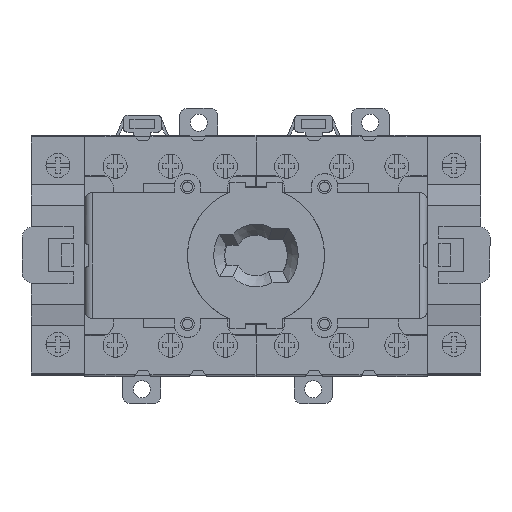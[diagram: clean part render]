
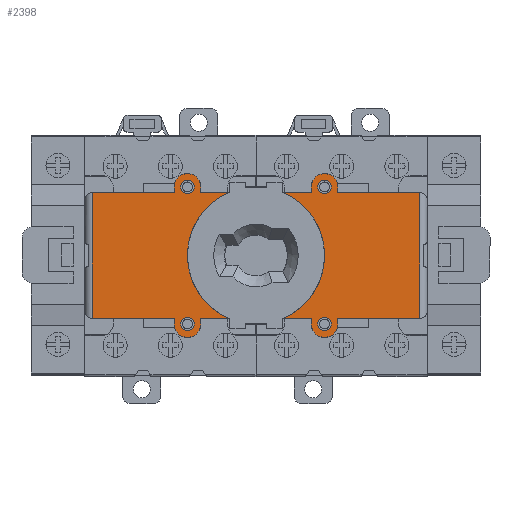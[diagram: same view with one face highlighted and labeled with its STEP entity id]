
A CAD part, top view. The second image highlights one B-rep face of the part: STEP entity #2398.
In plain terms, the highlighted planar face has unit normal (0, 0, 1).
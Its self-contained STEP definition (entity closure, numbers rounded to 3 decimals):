
#1905=CIRCLE('',#16388,1.8);
#1906=CIRCLE('',#16389,1.8);
#1907=CIRCLE('',#16390,3.5);
#1908=CIRCLE('',#16391,3.5);
#1909=CIRCLE('',#16392,3.5);
#1910=CIRCLE('',#16393,3.5);
#1911=CIRCLE('',#16394,8.5);
#1912=CIRCLE('',#16395,1.8);
#1913=CIRCLE('',#16396,1.8);
#2398=ADVANCED_FACE('',(#3679,#3680,#3681,#3682,#3683,#3684),#3191,.F.);
#3191=PLANE('',#16397);
#3679=FACE_BOUND('',#3987,.T.);
#3680=FACE_BOUND('',#3988,.T.);
#3681=FACE_BOUND('',#3989,.T.);
#3682=FACE_BOUND('',#3990,.T.);
#3683=FACE_BOUND('',#3991,.T.);
#3684=FACE_BOUND('',#3992,.T.);
#3987=EDGE_LOOP('',(#5639));
#3988=EDGE_LOOP('',(#5640));
#3989=EDGE_LOOP('',(#5641,#5642,#5643,#5644,#5645,#5646,#5647,#5648,#5649,
#5650,#5651,#5652,#5653,#5654,#5655,#5656,#5657,#5658,#5659,#5660));
#3990=EDGE_LOOP('',(#5661));
#3991=EDGE_LOOP('',(#5662));
#3992=EDGE_LOOP('',(#5663));
#5639=ORIENTED_EDGE('',*,*,#11079,.F.);
#5640=ORIENTED_EDGE('',*,*,#11080,.F.);
#5641=ORIENTED_EDGE('',*,*,#11081,.T.);
#5642=ORIENTED_EDGE('',*,*,#11082,.F.);
#5643=ORIENTED_EDGE('',*,*,#11083,.F.);
#5644=ORIENTED_EDGE('',*,*,#11084,.F.);
#5645=ORIENTED_EDGE('',*,*,#11085,.T.);
#5646=ORIENTED_EDGE('',*,*,#11086,.F.);
#5647=ORIENTED_EDGE('',*,*,#11087,.F.);
#5648=ORIENTED_EDGE('',*,*,#11088,.F.);
#5649=ORIENTED_EDGE('',*,*,#11089,.F.);
#5650=ORIENTED_EDGE('',*,*,#11090,.F.);
#5651=ORIENTED_EDGE('',*,*,#11091,.T.);
#5652=ORIENTED_EDGE('',*,*,#11092,.F.);
#5653=ORIENTED_EDGE('',*,*,#11093,.T.);
#5654=ORIENTED_EDGE('',*,*,#11094,.F.);
#5655=ORIENTED_EDGE('',*,*,#11095,.T.);
#5656=ORIENTED_EDGE('',*,*,#11096,.F.);
#5657=ORIENTED_EDGE('',*,*,#11097,.F.);
#5658=ORIENTED_EDGE('',*,*,#11008,.F.);
#5659=ORIENTED_EDGE('',*,*,#11098,.F.);
#5660=ORIENTED_EDGE('',*,*,#11099,.F.);
#5661=ORIENTED_EDGE('',*,*,#11100,.F.);
#5662=ORIENTED_EDGE('',*,*,#11101,.F.);
#5663=ORIENTED_EDGE('',*,*,#11102,.F.);
#9394=VERTEX_POINT('',#22686);
#9401=VERTEX_POINT('',#22699);
#9468=VERTEX_POINT('',#22845);
#9469=VERTEX_POINT('',#22847);
#9470=VERTEX_POINT('',#22849);
#9471=VERTEX_POINT('',#22850);
#9472=VERTEX_POINT('',#22852);
#9473=VERTEX_POINT('',#22854);
#9474=VERTEX_POINT('',#22856);
#9475=VERTEX_POINT('',#22858);
#9476=VERTEX_POINT('',#22860);
#9477=VERTEX_POINT('',#22862);
#9478=VERTEX_POINT('',#22864);
#9479=VERTEX_POINT('',#22866);
#9480=VERTEX_POINT('',#22868);
#9481=VERTEX_POINT('',#22870);
#9482=VERTEX_POINT('',#22872);
#9483=VERTEX_POINT('',#22874);
#9484=VERTEX_POINT('',#22876);
#9485=VERTEX_POINT('',#22878);
#9486=VERTEX_POINT('',#22880);
#9487=VERTEX_POINT('',#22883);
#9488=VERTEX_POINT('',#22886);
#9489=VERTEX_POINT('',#22888);
#9490=VERTEX_POINT('',#22890);
#11008=EDGE_CURVE('',#9401,#9394,#13146,.T.);
#11079=EDGE_CURVE('',#9468,#9468,#1905,.T.);
#11080=EDGE_CURVE('',#9469,#9469,#1906,.T.);
#11081=EDGE_CURVE('',#9470,#9471,#13213,.T.);
#11082=EDGE_CURVE('',#9472,#9471,#13214,.T.);
#11083=EDGE_CURVE('',#9473,#9472,#13215,.T.);
#11084=EDGE_CURVE('',#9474,#9473,#13216,.T.);
#11085=EDGE_CURVE('',#9474,#9475,#13217,.T.);
#11086=EDGE_CURVE('',#9476,#9475,#1907,.T.);
#11087=EDGE_CURVE('',#9477,#9476,#13218,.T.);
#11088=EDGE_CURVE('',#9478,#9477,#13219,.T.);
#11089=EDGE_CURVE('',#9479,#9478,#13220,.T.);
#11090=EDGE_CURVE('',#9480,#9479,#1908,.T.);
#11091=EDGE_CURVE('',#9480,#9481,#13221,.T.);
#11092=EDGE_CURVE('',#9482,#9481,#13222,.T.);
#11093=EDGE_CURVE('',#9482,#9483,#13223,.T.);
#11094=EDGE_CURVE('',#9484,#9483,#13224,.T.);
#11095=EDGE_CURVE('',#9484,#9485,#13225,.T.);
#11096=EDGE_CURVE('',#9486,#9485,#1909,.T.);
#11097=EDGE_CURVE('',#9394,#9486,#13226,.T.);
#11098=EDGE_CURVE('',#9487,#9401,#13227,.T.);
#11099=EDGE_CURVE('',#9470,#9487,#1910,.T.);
#11100=EDGE_CURVE('',#9488,#9488,#1911,.T.);
#11101=EDGE_CURVE('',#9489,#9489,#1912,.T.);
#11102=EDGE_CURVE('',#9490,#9490,#1913,.T.);
#13146=LINE('',#22700,#14836);
#13213=LINE('',#22848,#14903);
#13214=LINE('',#22851,#14904);
#13215=LINE('',#22853,#14905);
#13216=LINE('',#22855,#14906);
#13217=LINE('',#22857,#14907);
#13218=LINE('',#22861,#14908);
#13219=LINE('',#22863,#14909);
#13220=LINE('',#22865,#14910);
#13221=LINE('',#22869,#14911);
#13222=LINE('',#22871,#14912);
#13223=LINE('',#22873,#14913);
#13224=LINE('',#22875,#14914);
#13225=LINE('',#22877,#14915);
#13226=LINE('',#22881,#14916);
#13227=LINE('',#22882,#14917);
#14836=VECTOR('',#18184,1.);
#14903=VECTOR('',#18277,1.);
#14904=VECTOR('',#18278,1.);
#14905=VECTOR('',#18279,1.);
#14906=VECTOR('',#18280,1.);
#14907=VECTOR('',#18281,1.);
#14908=VECTOR('',#18284,1.);
#14909=VECTOR('',#18285,1.);
#14910=VECTOR('',#18286,1.);
#14911=VECTOR('',#18289,1.);
#14912=VECTOR('',#18290,1.);
#14913=VECTOR('',#18291,1.);
#14914=VECTOR('',#18292,1.);
#14915=VECTOR('',#18293,1.);
#14916=VECTOR('',#18296,1.);
#14917=VECTOR('',#18297,1.);
#16388=AXIS2_PLACEMENT_3D('',#22844,#18273,#18274);
#16389=AXIS2_PLACEMENT_3D('',#22846,#18275,#18276);
#16390=AXIS2_PLACEMENT_3D('',#22859,#18282,#18283);
#16391=AXIS2_PLACEMENT_3D('',#22867,#18287,#18288);
#16392=AXIS2_PLACEMENT_3D('',#22879,#18294,#18295);
#16393=AXIS2_PLACEMENT_3D('',#22884,#18298,#18299);
#16394=AXIS2_PLACEMENT_3D('',#22885,#18300,#18301);
#16395=AXIS2_PLACEMENT_3D('',#22887,#18302,#18303);
#16396=AXIS2_PLACEMENT_3D('',#22889,#18304,#18305);
#16397=AXIS2_PLACEMENT_3D('',#22891,#18306,#18307);
#18184=DIRECTION('',(0.,1.,0.));
#18273=DIRECTION('',(0.,0.,1.));
#18274=DIRECTION('',(1.,0.,0.));
#18275=DIRECTION('',(0.,0.,1.));
#18276=DIRECTION('',(1.,0.,0.));
#18277=DIRECTION('',(1.,0.,0.));
#18278=DIRECTION('',(0.,1.,0.));
#18279=DIRECTION('',(-1.,0.,0.));
#18280=DIRECTION('',(0.,-1.,0.));
#18281=DIRECTION('',(1.,0.,0.));
#18282=DIRECTION('',(0.,0.,-1.));
#18283=DIRECTION('',(-1.,0.,0.));
#18284=DIRECTION('',(1.,0.,0.));
#18285=DIRECTION('',(0.,-1.,0.));
#18286=DIRECTION('',(-1.,0.,0.));
#18287=DIRECTION('',(0.,0.,-1.));
#18288=DIRECTION('',(-1.,0.,0.));
#18289=DIRECTION('',(-1.,0.,0.));
#18290=DIRECTION('',(0.,-1.,0.));
#18291=DIRECTION('',(-1.,0.,0.));
#18292=DIRECTION('',(0.,1.,0.));
#18293=DIRECTION('',(-1.,0.,0.));
#18294=DIRECTION('',(0.,0.,-1.));
#18295=DIRECTION('',(-1.,0.,0.));
#18296=DIRECTION('',(-1.,0.,0.));
#18297=DIRECTION('',(1.,0.,0.));
#18298=DIRECTION('',(0.,0.,-1.));
#18299=DIRECTION('',(-1.,0.,0.));
#18300=DIRECTION('',(0.,0.,1.));
#18301=DIRECTION('',(1.,0.,0.));
#18302=DIRECTION('',(0.,0.,1.));
#18303=DIRECTION('',(1.,0.,0.));
#18304=DIRECTION('',(0.,0.,1.));
#18305=DIRECTION('',(1.,0.,0.));
#18306=DIRECTION('',(0.,0.,-1.));
#18307=DIRECTION('',(-1.,0.,0.));
#22686=CARTESIAN_POINT('',(2.5,-15.05,41.031));
#22699=CARTESIAN_POINT('',(2.5,-44.05,41.031));
#22700=CARTESIAN_POINT('',(2.5,-32.35,41.031));
#22844=CARTESIAN_POINT('',(1.,-11.55,41.031));
#22845=CARTESIAN_POINT('',(2.8,-11.55,41.031));
#22846=CARTESIAN_POINT('',(37.,-11.55,41.031));
#22847=CARTESIAN_POINT('',(38.8,-11.55,41.031));
#22848=CARTESIAN_POINT('',(2.5,-51.05,41.031));
#22849=CARTESIAN_POINT('',(1.,-51.05,41.031));
#22850=CARTESIAN_POINT('',(2.5,-51.05,41.031));
#22851=CARTESIAN_POINT('',(2.5,-59.1,41.031));
#22852=CARTESIAN_POINT('',(2.5,-72.55,41.031));
#22853=CARTESIAN_POINT('',(69.,-72.55,41.031));
#22854=CARTESIAN_POINT('',(35.5,-72.55,41.031));
#22855=CARTESIAN_POINT('',(35.5,-72.55,41.031));
#22856=CARTESIAN_POINT('',(35.5,-51.05,41.031));
#22857=CARTESIAN_POINT('',(37.,-51.05,41.031));
#22858=CARTESIAN_POINT('',(37.,-51.05,41.031));
#22859=CARTESIAN_POINT('',(37.,-47.55,41.031));
#22860=CARTESIAN_POINT('',(37.,-44.05,41.031));
#22861=CARTESIAN_POINT('',(37.,-44.05,41.031));
#22862=CARTESIAN_POINT('',(35.5,-44.05,41.031));
#22863=CARTESIAN_POINT('',(35.5,-26.75,41.031));
#22864=CARTESIAN_POINT('',(35.5,-15.05,41.031));
#22865=CARTESIAN_POINT('',(35.5,-15.05,41.031));
#22866=CARTESIAN_POINT('',(37.,-15.05,41.031));
#22867=CARTESIAN_POINT('',(37.,-11.55,41.031));
#22868=CARTESIAN_POINT('',(37.,-8.05,41.031));
#22869=CARTESIAN_POINT('',(35.5,-8.05,41.031));
#22870=CARTESIAN_POINT('',(35.5,-8.05,41.031));
#22871=CARTESIAN_POINT('',(35.5,0.,41.031));
#22872=CARTESIAN_POINT('',(35.5,13.45,41.031));
#22873=CARTESIAN_POINT('',(69.,13.45,41.031));
#22874=CARTESIAN_POINT('',(2.5,13.45,41.031));
#22875=CARTESIAN_POINT('',(2.5,13.45,41.031));
#22876=CARTESIAN_POINT('',(2.5,-8.05,41.031));
#22877=CARTESIAN_POINT('',(1.,-8.05,41.031));
#22878=CARTESIAN_POINT('',(1.,-8.05,41.031));
#22879=CARTESIAN_POINT('',(1.,-11.55,41.031));
#22880=CARTESIAN_POINT('',(1.,-15.05,41.031));
#22881=CARTESIAN_POINT('',(1.,-15.05,41.031));
#22882=CARTESIAN_POINT('',(2.5,-44.05,41.031));
#22883=CARTESIAN_POINT('',(1.,-44.05,41.031));
#22884=CARTESIAN_POINT('',(1.,-47.55,41.031));
#22885=CARTESIAN_POINT('',(19.,-29.55,41.031));
#22886=CARTESIAN_POINT('',(27.5,-29.55,41.031));
#22887=CARTESIAN_POINT('',(37.,-47.55,41.031));
#22888=CARTESIAN_POINT('',(38.8,-47.55,41.031));
#22889=CARTESIAN_POINT('',(1.,-47.55,41.031));
#22890=CARTESIAN_POINT('',(2.8,-47.55,41.031));
#22891=CARTESIAN_POINT('',(-2.5,20.45,41.031));
